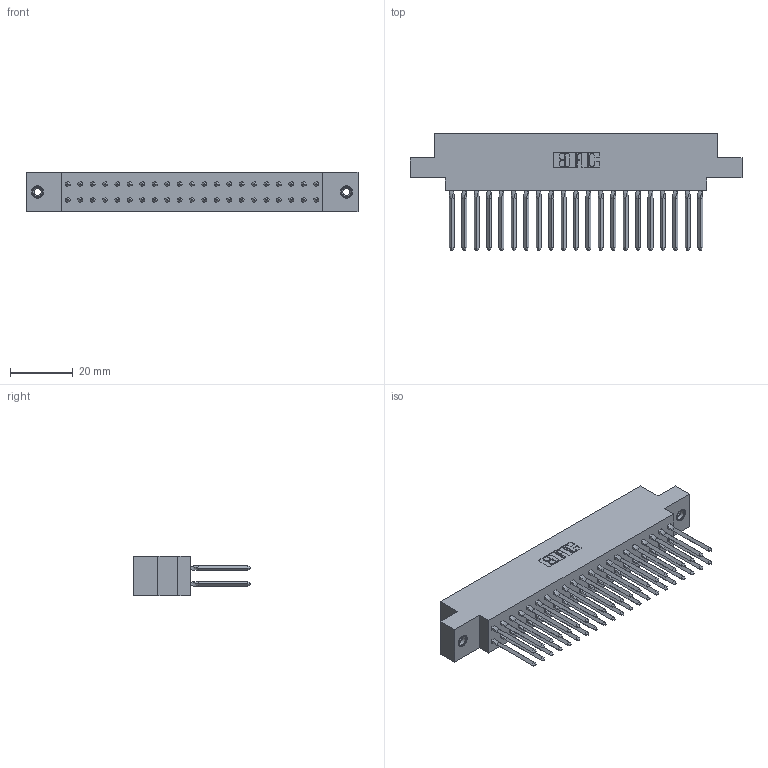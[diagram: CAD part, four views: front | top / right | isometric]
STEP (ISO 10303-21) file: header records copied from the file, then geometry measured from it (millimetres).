
FILE_DESCRIPTION (( 'STEP AP203' ), '1' );
FILE_NAME ('317-042-542-878.STEP', '2020-02-28T01:31:34', ( '' ), ( '' ), 'SwSTEP 2.0', 'SolidWorks 2016', '' );
FILE_SCHEMA (( 'CONFIG_CONTROL_DESIGN' ));
Length unit declared in the file: inch
Products named in the file (4): 345-250-001_345-250-003-102; 317-042-542-878; 317 Part_.156 Dia - TI; 317-290-003_542
Assembly tree (45 placements, depth 2):
  317-042-542-878
    317 Part_.156 Dia - TI
    317-290-003_542  x42
    345-250-001_345-250-003-102  x2
Bounding box: 105.92 x 37.34 x 12.7 mm (x, y, z)
Volume: 16673.5 mm3; surface area: 22534.8 mm2
Topology: 45 solids, 45 shells, 2556 faces, 7131 edges, 4550 vertices
Faces by surface type: plane 2022, cylinder 350, bspline 168, cone 12, torus 4
Entity records: 33488 total; most frequent: CARTESIAN_POINT 6060, ORIENTED_EDGE 5716, DIRECTION 4884, EDGE_CURVE 2858, VECTOR 2668, LINE 2668, VERTEX_POINT 1896, AXIS2_PLACEMENT_3D 1108
